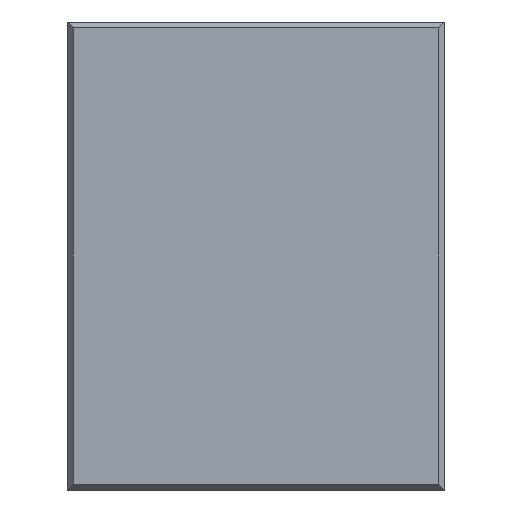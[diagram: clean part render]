
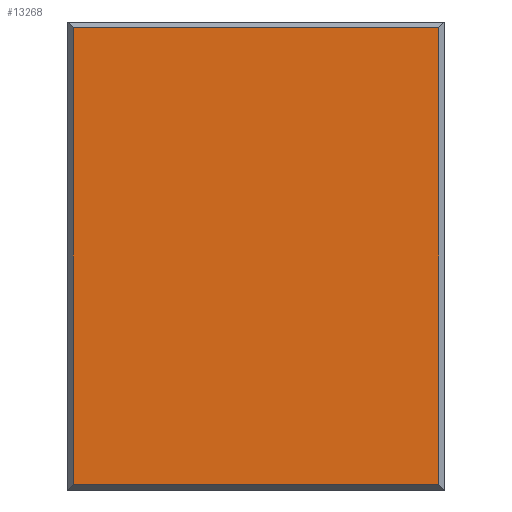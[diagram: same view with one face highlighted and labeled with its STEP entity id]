
A CAD part, left-side view. The second image highlights one B-rep face of the part: STEP entity #13268.
In plain terms, the highlighted planar face has unit normal (-1, 0, 0).
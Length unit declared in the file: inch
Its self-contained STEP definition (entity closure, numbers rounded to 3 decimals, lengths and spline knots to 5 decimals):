
#1126 = VERTEX_POINT ( 'NONE', #24129 ) ;
#1252 = EDGE_CURVE ( 'NONE', #4645, #18748, #18875, .T. ) ;
#1626 = FACE_OUTER_BOUND ( 'NONE', #13681, .T. ) ;
#2626 = EDGE_CURVE ( 'NONE', #27625, #1126, #6563, .T. ) ;
#4645 = VERTEX_POINT ( 'NONE', #6654 ) ;
#4772 = ORIENTED_EDGE ( 'NONE', *, *, #1252, .T. ) ;
#5116 = ORIENTED_EDGE ( 'NONE', *, *, #22101, .T. ) ;
#5200 = VECTOR ( 'NONE', #13766, 39.37008 ) ;
#5406 = DIRECTION ( 'NONE',  ( 0., 0., 1. ) ) ;
#6563 = LINE ( 'NONE', #23389, #24591 ) ;
#6654 = CARTESIAN_POINT ( 'NONE',  ( -4.94752, 1.11079, 2.05376 ) ) ;
#7318 = CARTESIAN_POINT ( 'NONE',  ( -4.94752, -0.40821, 0.15876 ) ) ;
#8703 = EDGE_CURVE ( 'NONE', #1126, #4645, #12662, .T. ) ;
#8836 = CARTESIAN_POINT ( 'NONE',  ( -4.94752, 1.11079, 0.15876 ) ) ;
#9322 = CARTESIAN_POINT ( 'NONE',  ( -4.94752, -0.43821, 0.15876 ) ) ;
#12662 = LINE ( 'NONE', #17833, #15721 ) ;
#12849 = LINE ( 'NONE', #9322, #17604 ) ;
#12967 = AXIS2_PLACEMENT_3D ( 'NONE', #27285, #13993, #5406 ) ;
#13268 = ADVANCED_FACE ( 'NONE', ( #1626 ), #22381, .T. ) ;
#13681 = EDGE_LOOP ( 'NONE', ( #24188, #4772, #5116, #14717 ) ) ;
#13766 = DIRECTION ( 'NONE',  ( 0., 0., -1. ) ) ;
#13993 = DIRECTION ( 'NONE',  ( -1., 0., 0. ) ) ;
#14717 = ORIENTED_EDGE ( 'NONE', *, *, #2626, .T. ) ;
#15721 = VECTOR ( 'NONE', #22392, 39.37008 ) ;
#17604 = VECTOR ( 'NONE', #20046, 39.37008 ) ;
#17833 = CARTESIAN_POINT ( 'NONE',  ( -4.94752, 0.35129, 2.05376 ) ) ;
#18748 = VERTEX_POINT ( 'NONE', #8836 ) ;
#18875 = LINE ( 'NONE', #22425, #5200 ) ;
#20046 = DIRECTION ( 'NONE',  ( 0., -1., 0. ) ) ;
#21142 = DIRECTION ( 'NONE',  ( 0., 0., 1. ) ) ;
#22101 = EDGE_CURVE ( 'NONE', #18748, #27625, #12849, .T. ) ;
#22381 = PLANE ( 'NONE',  #12967 ) ;
#22392 = DIRECTION ( 'NONE',  ( 0., 1., 0. ) ) ;
#22425 = CARTESIAN_POINT ( 'NONE',  ( -4.94752, 1.11079, 1.10626 ) ) ;
#23389 = CARTESIAN_POINT ( 'NONE',  ( -4.94752, -0.40821, 2.08376 ) ) ;
#24129 = CARTESIAN_POINT ( 'NONE',  ( -4.94752, -0.40821, 2.05376 ) ) ;
#24188 = ORIENTED_EDGE ( 'NONE', *, *, #8703, .T. ) ;
#24591 = VECTOR ( 'NONE', #21142, 39.37008 ) ;
#27285 = CARTESIAN_POINT ( 'NONE',  ( -4.94752, 0.35129, 1.10626 ) ) ;
#27625 = VERTEX_POINT ( 'NONE', #7318 ) ;
